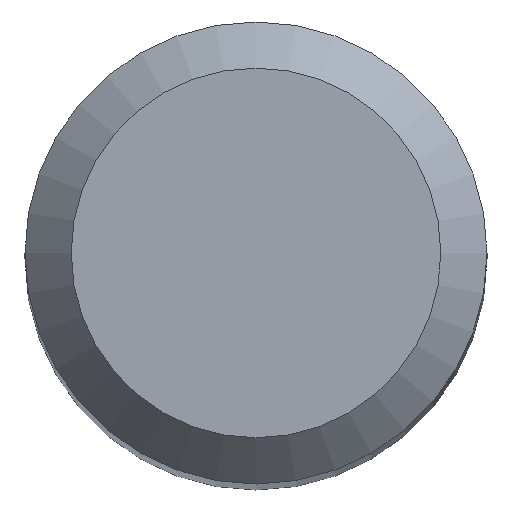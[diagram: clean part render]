
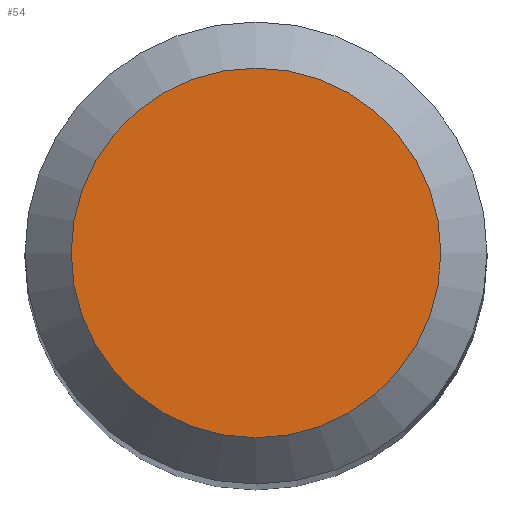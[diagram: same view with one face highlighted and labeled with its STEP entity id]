
A CAD part, top view. The second image highlights one B-rep face of the part: STEP entity #54.
In plain terms, the highlighted planar face has unit normal (0, 0, 1).
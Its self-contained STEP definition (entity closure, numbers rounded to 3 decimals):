
#2 = CARTESIAN_POINT ( 'NONE',  ( 0., 0., 38. ) ) ;
#39 = ORIENTED_EDGE ( 'NONE', *, *, #82, .T. ) ;
#48 = DIRECTION ( 'NONE',  ( 0., 0., -1. ) ) ;
#54 = ADVANCED_FACE ( 'NONE', ( #68 ), #226, .F. ) ;
#68 = FACE_OUTER_BOUND ( 'NONE', #123, .T. ) ;
#82 = EDGE_CURVE ( 'NONE', #210, #210, #165, .T. ) ;
#109 = DIRECTION ( 'NONE',  ( 0., 0., 1. ) ) ;
#120 = AXIS2_PLACEMENT_3D ( 'NONE', #2, #48, #242 ) ;
#123 = EDGE_LOOP ( 'NONE', ( #39 ) ) ;
#124 = DIRECTION ( 'NONE',  ( 0., -1., 0. ) ) ;
#165 = CIRCLE ( 'NONE', #171, 1.6 ) ;
#171 = AXIS2_PLACEMENT_3D ( 'NONE', #221, #109, #124 ) ;
#210 = VERTEX_POINT ( 'NONE', #253 ) ;
#221 = CARTESIAN_POINT ( 'NONE',  ( 0., 0., 38. ) ) ;
#226 = PLANE ( 'NONE',  #120 ) ;
#242 = DIRECTION ( 'NONE',  ( 0., 1., 0. ) ) ;
#253 = CARTESIAN_POINT ( 'NONE',  ( 0., -1.6, 38. ) ) ;
